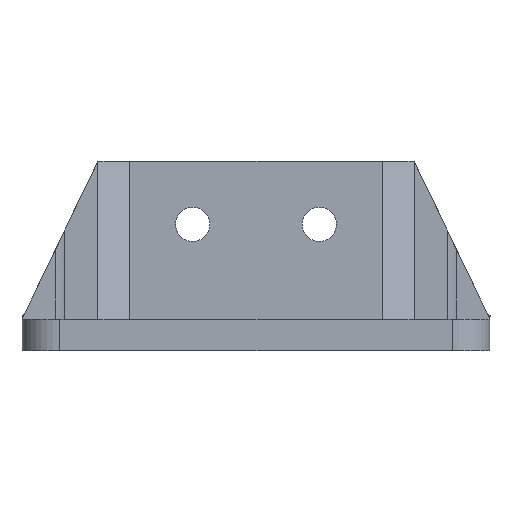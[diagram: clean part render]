
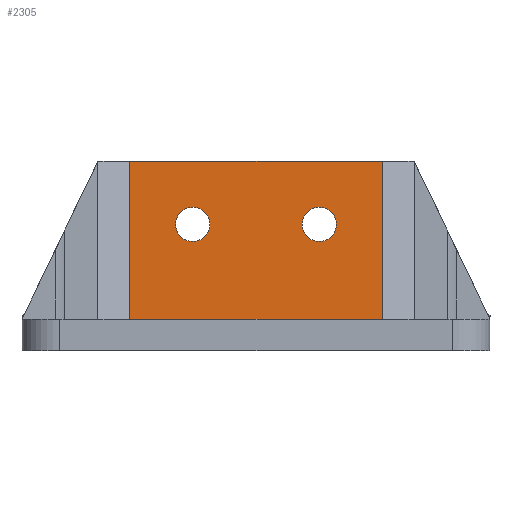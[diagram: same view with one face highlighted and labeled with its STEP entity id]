
A CAD part, front view. The second image highlights one B-rep face of the part: STEP entity #2305.
In plain terms, the highlighted planar face has unit normal (0, -1, 0).
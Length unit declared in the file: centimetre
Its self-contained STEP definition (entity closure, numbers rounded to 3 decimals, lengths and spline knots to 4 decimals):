
#37=CIRCLE($,#2386,0.27);
#41=CIRCLE($,#2392,0.27);
#158=FACE_BOUND($,#984,.T.);
#159=FACE_BOUND($,#985,.T.);
#160=FACE_BOUND($,#986,.T.);
#231=LINE($,#3443,#462);
#293=LINE($,#3572,#524);
#365=LINE($,#3766,#596);
#371=LINE($,#3781,#602);
#462=VECTOR($,#2766,4.);
#524=VECTOR($,#2872,2.5);
#596=VECTOR($,#3072,2.5);
#602=VECTOR($,#3088,4.);
#705=PLANE($,#2520);
#984=EDGE_LOOP($,(#2165));
#985=EDGE_LOOP($,(#2166));
#986=EDGE_LOOP($,(#2167,#2168,#2169,#2170));
#1084=VERTEX_POINT($,#3384);
#1088=VERTEX_POINT($,#3394);
#1109=VERTEX_POINT($,#3440);
#1110=VERTEX_POINT($,#3442);
#1155=VERTEX_POINT($,#3570);
#1213=VERTEX_POINT($,#3764);
#1320=EDGE_CURVE($,#1084,#1084,#37,.T.);
#1324=EDGE_CURVE($,#1088,#1088,#41,.T.);
#1346=EDGE_CURVE($,#1109,#1110,#231,.T.);
#1412=EDGE_CURVE($,#1155,#1110,#293,.T.);
#1509=EDGE_CURVE($,#1213,#1109,#365,.T.);
#1517=EDGE_CURVE($,#1213,#1155,#371,.T.);
#2165=ORIENTED_EDGE($,*,*,#1320,.T.);
#2166=ORIENTED_EDGE($,*,*,#1324,.T.);
#2167=ORIENTED_EDGE($,*,*,#1346,.F.);
#2168=ORIENTED_EDGE($,*,*,#1509,.F.);
#2169=ORIENTED_EDGE($,*,*,#1517,.T.);
#2170=ORIENTED_EDGE($,*,*,#1412,.T.);
#2305=ADVANCED_FACE($,(#158,#159,#160),#705,.T.);
#2386=AXIS2_PLACEMENT_3D($,#3385,#2721,#2722);
#2392=AXIS2_PLACEMENT_3D($,#3395,#2733,#2734);
#2520=AXIS2_PLACEMENT_3D($,#3841,#3167,#3168);
#2721=DIRECTION('center_axis',(0.,1.,0.));
#2722=DIRECTION('ref_axis',(1.,0.,0.));
#2733=DIRECTION('center_axis',(0.,1.,0.));
#2734=DIRECTION('ref_axis',(1.,0.,0.));
#2766=DIRECTION($,(1.,0.,0.));
#2872=DIRECTION($,(0.,0.,1.));
#3072=DIRECTION($,(0.,0.,1.));
#3088=DIRECTION($,(1.,0.,0.));
#3167=DIRECTION('center_axis',(0.,-1.,0.));
#3168=DIRECTION('ref_axis',(1.,0.,0.));
#3384=CARTESIAN_POINT('',(-3.83,0.095,1.5));
#3385=CARTESIAN_POINT('Origin',(-4.1,0.095,1.5));
#3394=CARTESIAN_POINT('',(-2.37,0.095,1.5));
#3395=CARTESIAN_POINT('Origin',(-2.1,0.095,1.5));
#3440=CARTESIAN_POINT('',(-5.1,0.095,2.5));
#3442=CARTESIAN_POINT('',(-1.1,0.095,2.5));
#3443=CARTESIAN_POINT($,(-5.6,0.095,2.5));
#3570=CARTESIAN_POINT('',(-1.1,0.095,0.));
#3572=CARTESIAN_POINT($,(-1.1,0.095,0.));
#3764=CARTESIAN_POINT('',(-5.1,0.095,0.));
#3766=CARTESIAN_POINT($,(-5.1,0.095,0.));
#3781=CARTESIAN_POINT($,(-5.6,0.095,0.));
#3841=CARTESIAN_POINT('Origin',(-5.1,0.095,0.));
